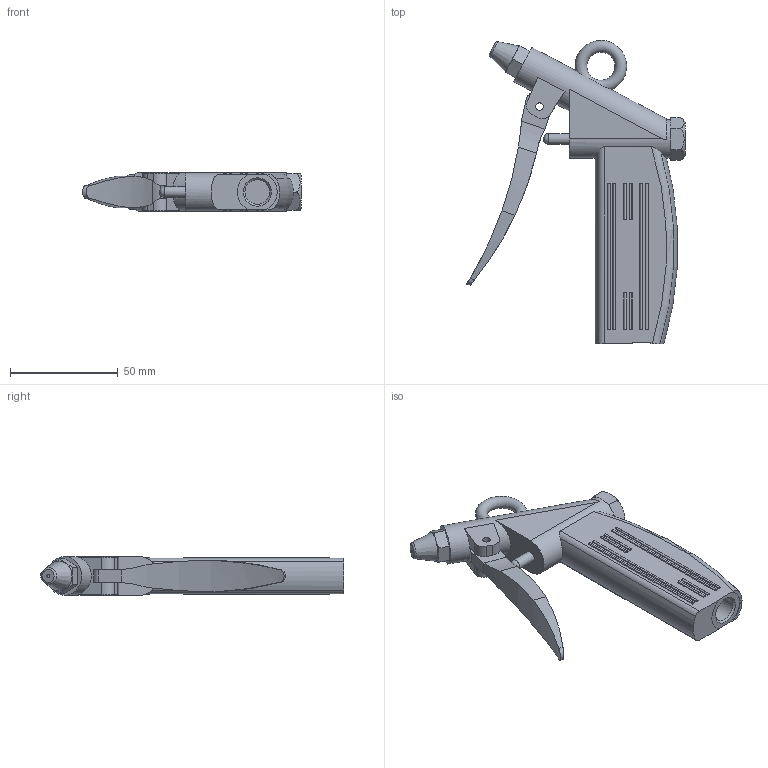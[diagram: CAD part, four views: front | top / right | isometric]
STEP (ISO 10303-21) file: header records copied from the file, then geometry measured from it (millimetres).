
FILE_DESCRIPTION(/* description */ ('STEP AP214'),/* implementation_level */ '2;1');
FILE_NAME(/* name */ '35528_LSP-1_4-D',/* time_stamp */ '2024-08-27T15:57:52+02:00',/* author */ ('License CC BY-ND 4.0'),/* organization */ ('CADENAS'),/* preprocessor_version */ 'ST-DEVELOPER v19.3',/* originating_system */ 'PARTsolutions',/* authorisation */ ' ');
FILE_SCHEMA (('CONFIG_CONTROL_DESIGN','AUTOMOTIVE_DESIGN {1 0 10303 214 3 1 1}'));
Length unit declared in the file: millimetre
Products named in the file (1): 35528 LSP-1/4-D
Bounding box: 101.68 x 140.79 x 18 mm (x, y, z)
Volume: 87324.2 mm3; surface area: 21879.8 mm2
Topology: 1 solids, 1 shells, 176 faces, 433 edges, 280 vertices
Faces by surface type: plane 87, cylinder 74, cone 8, torus 6, sphere 1
Full cylindrical faces by diameter (mm): 1.5 x1, 3.5 x1, 5 x1, 11.445 x1, 18 x2
Entity records: 5201 total; most frequent: CARTESIAN_POINT 1073, DIRECTION 881, ORIENTED_EDGE 816, EDGE_CURVE 408, AXIS2_PLACEMENT_3D 341, VERTEX_POINT 269, EDGE_LOOP 211, FACE_BOUND 211
